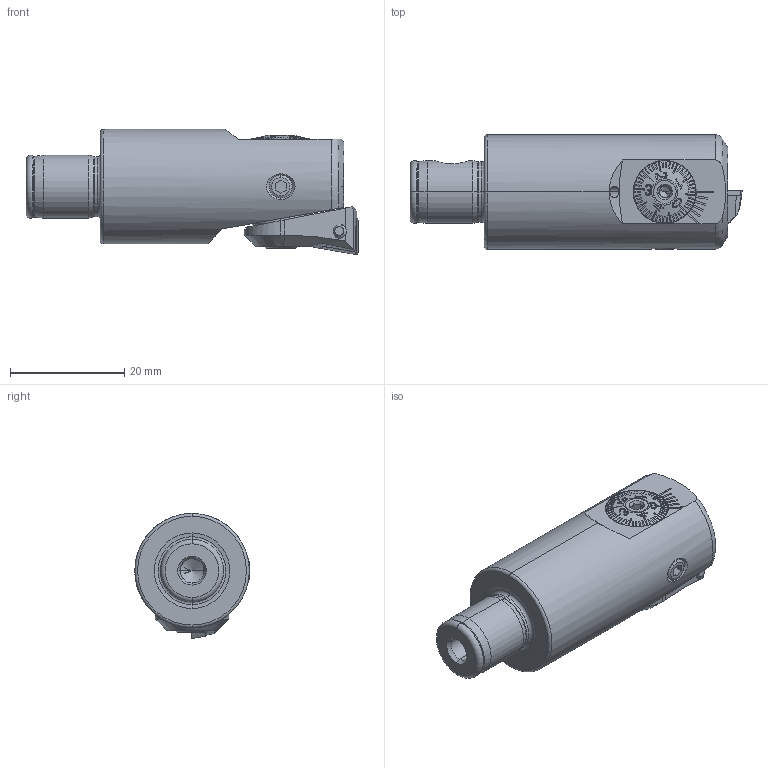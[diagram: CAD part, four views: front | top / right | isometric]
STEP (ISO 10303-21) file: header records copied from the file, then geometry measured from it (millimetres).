
FILE_DESCRIPTION (( 'STEP AP203' ), '1' );
FILE_NAME ('C04.020.024.045.STEP', '2018-02-26T07:39:45', ( 'SWIAdmin' ), ( 'Hewlett-Packard Company' ), 'SwSTEP 2.0', 'SolidWorks 2017', '' );
FILE_SCHEMA (( 'CONFIG_CONTROL_DESIGN' ));
Length unit declared in the file: millimetre
Products named in the file (19): WCA-ER2.001.006_A; F20-BG1.008.006_A; F20-WCA.001.005; ISO 4026 - M4 x 3; F20-BG1.012.011; F20-ER1.101.006_A; F20-BG3.004.017_A; F20-BG1.002.011_C; Klebstoff D4; F20; F20-BG2.008.009_A; C04.020.024.045; F20-BG2.011.003_A; WH1-F20.K10.045_B; F20-BG2.011.004_A; F20-WCA.001.005_D_fertigbearbeitet; DIN 3771 - 11x1_x; CCMT060204; F20-BG2.007.006_A
Assembly tree (18 placements, depth 4):
  C04.020.024.045
    WH1-F20.K10.045_B
    F20-WCA.001.005
      F20-WCA.001.005_D_fertigbearbeitet
      CCMT060204
      WCA-ER2.001.006_A
    F20-ER1.101.006_A
    F20
      F20-BG1.012.011
        F20-BG1.002.011_C
        F20-BG2.008.009_A
        F20-BG2.011.003_A
        F20-BG2.011.004_A
        DIN 3771 - 11x1_x
        F20-BG2.007.006_A
        F20-BG1.008.006_A
      F20-BG3.004.017_A
      Klebstoff D4
      ISO 4026 - M4 x 3
Bounding box: 58 x 20 x 21.85 mm (x, y, z)
Volume: 12966.2 mm3; surface area: 8376.8 mm2
Topology: 15 solids, 15 shells, 757 faces, 1950 edges, 1226 vertices
Faces by surface type: plane 315, cone 188, cylinder 141, torus 63, bspline 48, sphere 2
Entity records: 27748 total; most frequent: CARTESIAN_POINT 8323, ORIENTED_EDGE 3868, DIRECTION 3345, EDGE_CURVE 1934, AXIS2_PLACEMENT_3D 1307, VERTEX_POINT 1226, EDGE_LOOP 806, ADVANCED_FACE 757
